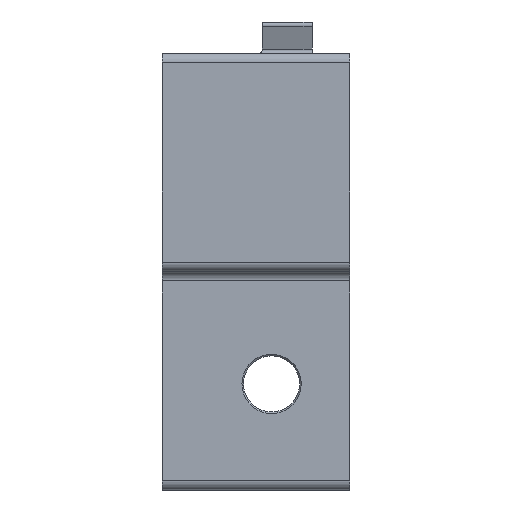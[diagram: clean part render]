
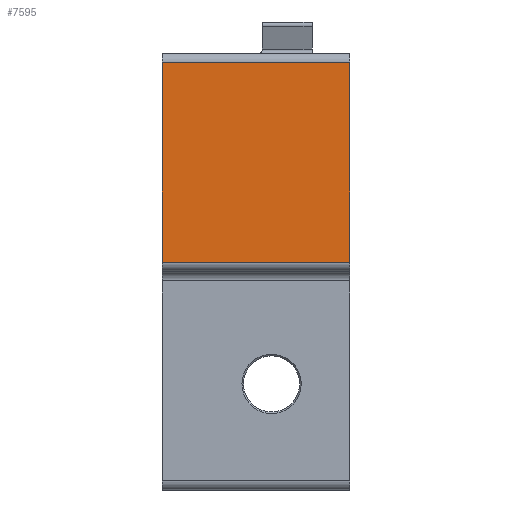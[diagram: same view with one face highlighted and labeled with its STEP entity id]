
A CAD part, left-side view. The second image highlights one B-rep face of the part: STEP entity #7595.
In plain terms, the highlighted planar face has unit normal (-1, 0, 0).
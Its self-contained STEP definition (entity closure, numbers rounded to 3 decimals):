
#206 = ORIENTED_EDGE ( 'NONE', *, *, #4576, .T. ) ;
#233 = CARTESIAN_POINT ( 'NONE',  ( 0., 60., 3. ) ) ;
#414 = VERTEX_POINT ( 'NONE', #1862 ) ;
#1043 = FACE_OUTER_BOUND ( 'NONE', #1257, .T. ) ;
#1153 = ORIENTED_EDGE ( 'NONE', *, *, #6095, .T. ) ;
#1257 = EDGE_LOOP ( 'NONE', ( #7569, #1656, #1153, #206 ) ) ;
#1656 = ORIENTED_EDGE ( 'NONE', *, *, #5496, .T. ) ;
#1862 = CARTESIAN_POINT ( 'NONE',  ( 0., 60., 67. ) ) ;
#1887 = VECTOR ( 'NONE', #2509, 1000. ) ;
#1940 = LINE ( 'NONE', #6093, #7054 ) ;
#2002 = VECTOR ( 'NONE', #4145, 1000. ) ;
#2092 = DIRECTION ( 'NONE',  ( 0., 0., -1. ) ) ;
#2509 = DIRECTION ( 'NONE',  ( 0., 0., 1. ) ) ;
#2641 = PLANE ( 'NONE',  #4105 ) ;
#2879 = CARTESIAN_POINT ( 'NONE',  ( 0., 60., 3. ) ) ;
#3111 = VERTEX_POINT ( 'NONE', #6956 ) ;
#3341 = LINE ( 'NONE', #2879, #2002 ) ;
#3739 = LINE ( 'NONE', #6005, #1887 ) ;
#3748 = DIRECTION ( 'NONE',  ( 0., 0., 1. ) ) ;
#4105 = AXIS2_PLACEMENT_3D ( 'NONE', #4980, #6871, #2092 ) ;
#4145 = DIRECTION ( 'NONE',  ( 0., -1., 0. ) ) ;
#4576 = EDGE_CURVE ( 'NONE', #3111, #414, #6217, .T. ) ;
#4980 = CARTESIAN_POINT ( 'NONE',  ( 0., 60., 0. ) ) ;
#5103 = CARTESIAN_POINT ( 'NONE',  ( 0., 60., 67. ) ) ;
#5139 = DIRECTION ( 'NONE',  ( 0., 1., 0. ) ) ;
#5496 = EDGE_CURVE ( 'NONE', #6216, #6461, #3341, .T. ) ;
#5801 = VECTOR ( 'NONE', #5139, 1000. ) ;
#6005 = CARTESIAN_POINT ( 'NONE',  ( 0., 60., 0. ) ) ;
#6093 = CARTESIAN_POINT ( 'NONE',  ( 0., 0., 0. ) ) ;
#6095 = EDGE_CURVE ( 'NONE', #6461, #3111, #1940, .T. ) ;
#6216 = VERTEX_POINT ( 'NONE', #233 ) ;
#6217 = LINE ( 'NONE', #5103, #5801 ) ;
#6461 = VERTEX_POINT ( 'NONE', #6625 ) ;
#6513 = EDGE_CURVE ( 'NONE', #6216, #414, #3739, .T. ) ;
#6625 = CARTESIAN_POINT ( 'NONE',  ( 0., 0., 3. ) ) ;
#6871 = DIRECTION ( 'NONE',  ( 1., 0., 0. ) ) ;
#6956 = CARTESIAN_POINT ( 'NONE',  ( 0., 0., 67. ) ) ;
#7054 = VECTOR ( 'NONE', #3748, 1000. ) ;
#7569 = ORIENTED_EDGE ( 'NONE', *, *, #6513, .F. ) ;
#7595 = ADVANCED_FACE ( 'NONE', ( #1043 ), #2641, .F. ) ;
